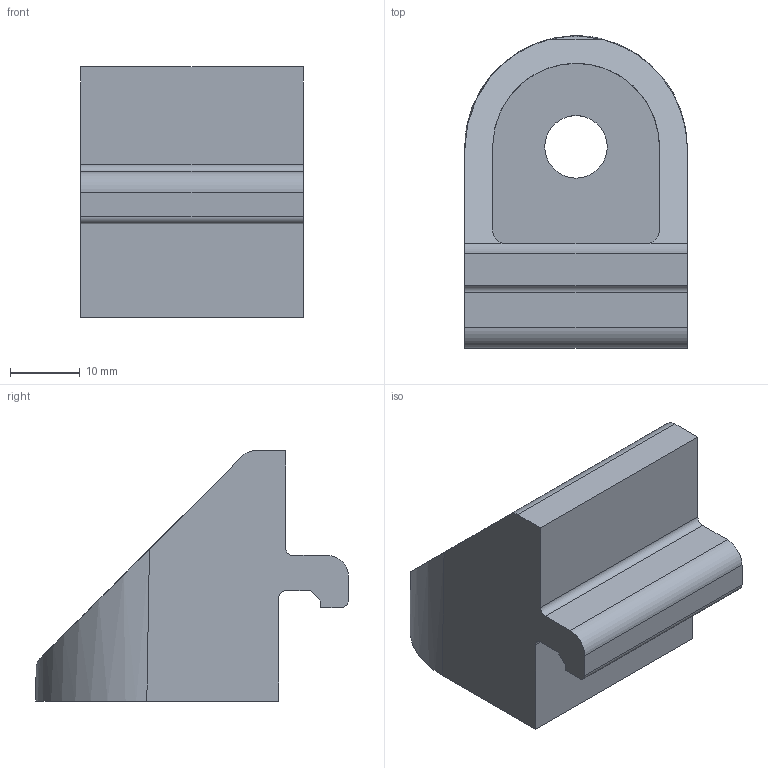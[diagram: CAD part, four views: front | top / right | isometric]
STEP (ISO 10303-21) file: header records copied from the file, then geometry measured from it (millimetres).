
FILE_DESCRIPTION(/* description */ ('STEP AP214'),/* implementation_level */ '2;1');
FILE_NAME(/* name */ '1025199.stp',/* time_stamp */ '2024-04-30T16:06:32+02:00',/* author */ ('b.steehouwer'),/* organization */ ('CADENAS'),/* preprocessor_version */ 'ST-DEVELOPER v18.1',/* originating_system */ 'Autodesk Inventor 2021',/* authorisation */ ' ');
FILE_SCHEMA (('AUTOMOTIVE_DESIGN { 1 0 10303 214 3 1 1 }'));
Length unit declared in the file: millimetre
Products named in the file (1): 1025199
Bounding box: 32 x 45 x 36 mm (x, y, z)
Volume: 16551.4 mm3; surface area: 7475.3 mm2
Topology: 1 solids, 1 shells, 29 faces, 81 edges, 54 vertices
Faces by surface type: plane 18, cylinder 11
Full cylindrical faces by diameter (mm): 9 x1
Entity records: 1005 total; most frequent: CARTESIAN_POINT 184, ORIENTED_EDGE 162, DIRECTION 161, EDGE_CURVE 81, LINE 55, VECTOR 55, VERTEX_POINT 54, AXIS2_PLACEMENT_3D 53
